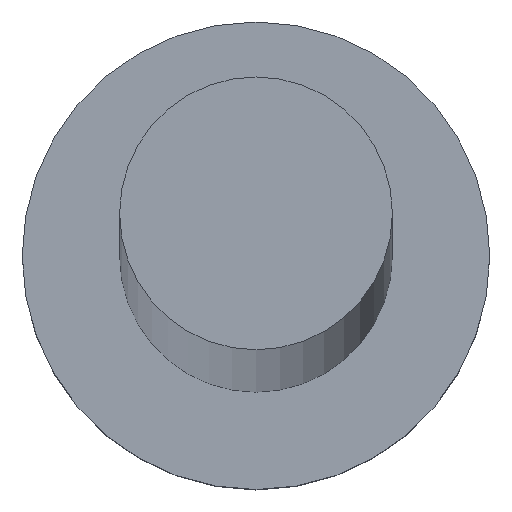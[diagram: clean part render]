
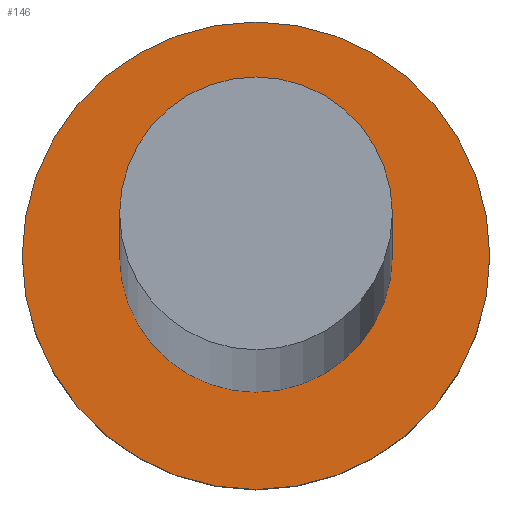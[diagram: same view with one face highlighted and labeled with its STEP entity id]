
A CAD part, top view. The second image highlights one B-rep face of the part: STEP entity #146.
In plain terms, the highlighted planar face has unit normal (0, 0, 1).
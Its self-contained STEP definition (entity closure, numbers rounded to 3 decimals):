
#8 = AXIS2_PLACEMENT_3D ( 'NONE', #49, #247, #28 ) ;
#14 = FACE_OUTER_BOUND ( 'NONE', #225, .T. ) ;
#16 = CIRCLE ( 'NONE', #158, 1.75 ) ;
#21 = AXIS2_PLACEMENT_3D ( 'NONE', #34, #191, #115 ) ;
#22 = ORIENTED_EDGE ( 'NONE', *, *, #121, .F. ) ;
#26 = CARTESIAN_POINT ( 'NONE',  ( 0., 0., 3. ) ) ;
#27 = CARTESIAN_POINT ( 'NONE',  ( 1.75, 0., 3. ) ) ;
#28 = DIRECTION ( 'NONE',  ( 1., 0., 0. ) ) ;
#29 = VERTEX_POINT ( 'NONE', #204 ) ;
#30 = VERTEX_POINT ( 'NONE', #105 ) ;
#34 = CARTESIAN_POINT ( 'NONE',  ( 0., 0., 3. ) ) ;
#47 = DIRECTION ( 'NONE',  ( 0., 0., 1. ) ) ;
#49 = CARTESIAN_POINT ( 'NONE',  ( 0., 0., 3. ) ) ;
#56 = ORIENTED_EDGE ( 'NONE', *, *, #222, .F. ) ;
#64 = EDGE_LOOP ( 'NONE', ( #56, #22 ) ) ;
#80 = CIRCLE ( 'NONE', #201, 3. ) ;
#95 = DIRECTION ( 'NONE',  ( 1., 0., 0. ) ) ;
#96 = CIRCLE ( 'NONE', #8, 1.75 ) ;
#97 = PLANE ( 'NONE',  #21 ) ;
#105 = CARTESIAN_POINT ( 'NONE',  ( -3., 0., 3. ) ) ;
#106 = CIRCLE ( 'NONE', #252, 3. ) ;
#113 = DIRECTION ( 'NONE',  ( 1., 0., 0. ) ) ;
#115 = DIRECTION ( 'NONE',  ( 1., 0., 0. ) ) ;
#121 = EDGE_CURVE ( 'NONE', #160, #29, #16, .T. ) ;
#132 = FACE_BOUND ( 'NONE', #64, .T. ) ;
#138 = CARTESIAN_POINT ( 'NONE',  ( 0., 0., 3. ) ) ;
#140 = DIRECTION ( 'NONE',  ( 1., 0., 0. ) ) ;
#143 = ORIENTED_EDGE ( 'NONE', *, *, #172, .T. ) ;
#146 = ADVANCED_FACE ( 'NONE', ( #132, #14 ), #97, .T. ) ;
#149 = EDGE_CURVE ( 'NONE', #229, #30, #106, .T. ) ;
#158 = AXIS2_PLACEMENT_3D ( 'NONE', #138, #224, #95 ) ;
#160 = VERTEX_POINT ( 'NONE', #27 ) ;
#172 = EDGE_CURVE ( 'NONE', #30, #229, #80, .T. ) ;
#191 = DIRECTION ( 'NONE',  ( 0., 0., 1. ) ) ;
#201 = AXIS2_PLACEMENT_3D ( 'NONE', #206, #47, #140 ) ;
#204 = CARTESIAN_POINT ( 'NONE',  ( -1.75, 0., 3. ) ) ;
#206 = CARTESIAN_POINT ( 'NONE',  ( 0., 0., 3. ) ) ;
#221 = ORIENTED_EDGE ( 'NONE', *, *, #149, .T. ) ;
#222 = EDGE_CURVE ( 'NONE', #29, #160, #96, .T. ) ;
#224 = DIRECTION ( 'NONE',  ( 0., 0., 1. ) ) ;
#225 = EDGE_LOOP ( 'NONE', ( #143, #221 ) ) ;
#229 = VERTEX_POINT ( 'NONE', #232 ) ;
#232 = CARTESIAN_POINT ( 'NONE',  ( 3., 0., 3. ) ) ;
#247 = DIRECTION ( 'NONE',  ( 0., 0., 1. ) ) ;
#249 = DIRECTION ( 'NONE',  ( 0., 0., 1. ) ) ;
#252 = AXIS2_PLACEMENT_3D ( 'NONE', #26, #249, #113 ) ;
